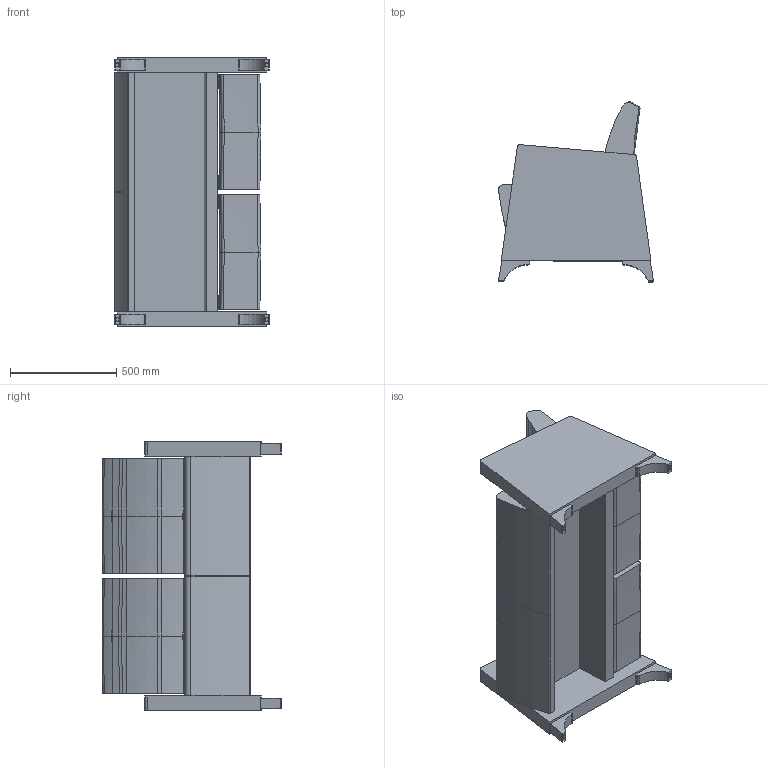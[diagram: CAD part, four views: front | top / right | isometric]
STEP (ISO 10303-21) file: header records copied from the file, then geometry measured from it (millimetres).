
FILE_DESCRIPTION(/* description */ (''),/* implementation_level */ '2;1');
FILE_NAME(/* name */ 'KAU20F (SYMBOL).stp',/* time_stamp */ '2017-03-15T08:31:15-04:00',/* author */ ('emerkel'),/* organization */ (''),/* preprocessor_version */ 'ST-DEVELOPER v16.5',/* originating_system */ 'Autodesk Inventor 2017',/* authorisation */ '');
FILE_SCHEMA (('AUTOMOTIVE_DESIGN { 1 0 10303 214 3 1 1 }'));
Length unit declared in the file: inch
Products named in the file (7): KAU20F (SYMBOL); KOU20 USEAT; KAD UPH ARM; LEG WBO SQ 2-4 (generic); LEG WBO SQ 2-4 (generic)_1; GLIDE W11-16; KOU10 NEW BACK
Assembly tree (11 placements, depth 3):
  KAU20F (SYMBOL)
    KOU20 USEAT
    KAD UPH ARM  x2
    LEG WBO SQ 2-4 (generic)  x4
      LEG WBO SQ 2-4 (generic)_1
      GLIDE W11-16
    KOU10 NEW BACK  x2
Bounding box: 729.71 x 847.04 x 1270 mm (x, y, z)
Volume: 243085073.8 mm3; surface area: 6136508.6 mm2
Topology: 17 solids, 17 shells, 302 faces, 678 edges, 410 vertices
Faces by surface type: bspline 88, plane 80, cylinder 62, cone 60, torus 12
Full cylindrical faces by diameter (mm): 5.842 x8, 8.509 x4, 9.525 x4, 18.263 x4, 19.05 x4
Entity records: 4573 total; most frequent: CARTESIAN_POINT 1510, DIRECTION 601, ORIENTED_EDGE 574, EDGE_CURVE 286, AXIS2_PLACEMENT_3D 255, VERTEX_POINT 186, EDGE_LOOP 159, FACE_OUTER_BOUND 134
